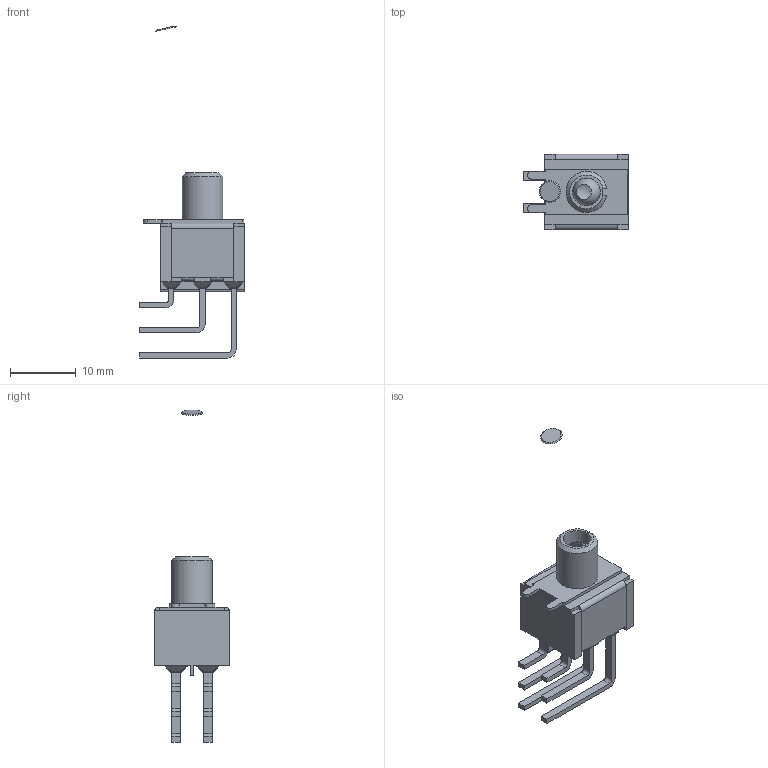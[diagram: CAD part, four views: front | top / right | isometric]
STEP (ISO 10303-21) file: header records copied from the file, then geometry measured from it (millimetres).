
FILE_DESCRIPTION(/* description */ (''),/* implementation_level */ '2;1');
FILE_NAME(/* name */ '100DPxT5B3M7xE.stp',/* time_stamp */ '2026-01-17T16:21:57-06:00',/* author */ ('jmeyers'),/* organization */ (''),/* preprocessor_version */ 'ST-DEVELOPER v18.1',/* originating_system */ 'Autodesk Inventor 2022',/* authorisation */ '');
FILE_SCHEMA (('AUTOMOTIVE_DESIGN { 1 0 10303 214 3 1 1 }'));
Length unit declared in the file: inch
Products named in the file (1): Part24
Bounding box: 15.88 x 11.43 x 50.3 mm (x, y, z)
Volume: 1113.8 mm3; surface area: 2327.7 mm2
Topology: 2 solids, 3 shells, 372 faces, 954 edges, 585 vertices
Faces by surface type: plane 263, cylinder 80, sphere 26, cone 3
Full cylindrical faces by diameter (mm): 4.2 x2
Entity records: 10920 total; most frequent: CARTESIAN_POINT 1891, ORIENTED_EDGE 1858, DIRECTION 1846, EDGE_CURVE 929, LINE 754, VECTOR 754, VERTEX_POINT 585, AXIS2_PLACEMENT_3D 546
